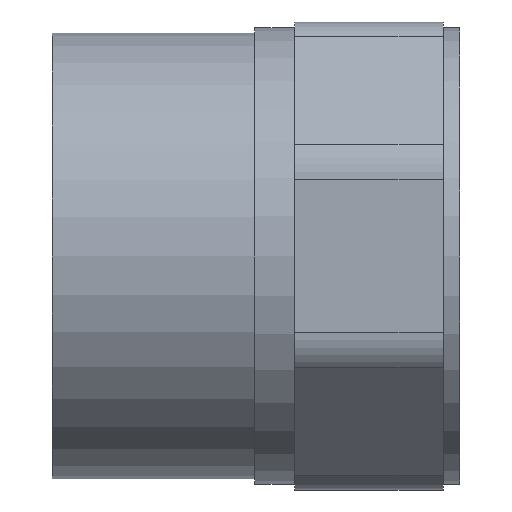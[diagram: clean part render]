
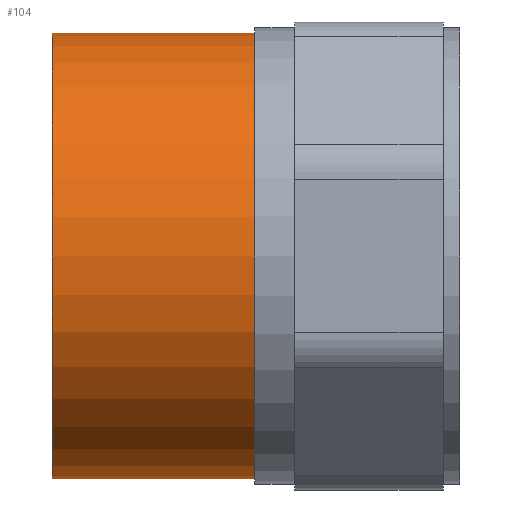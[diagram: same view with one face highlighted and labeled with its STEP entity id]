
A CAD part, front view. The second image highlights one B-rep face of the part: STEP entity #104.
In plain terms, the highlighted cylindrical face has radius 40.5 mm (diameter 81 mm), a full revolution.
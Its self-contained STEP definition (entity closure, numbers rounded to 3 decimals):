
#104 = ADVANCED_FACE( '', ( #222, #223 ), #224, .T. );
#222 = FACE_OUTER_BOUND( '', #341, .T. );
#223 = FACE_OUTER_BOUND( '', #342, .T. );
#224 = CYLINDRICAL_SURFACE( '', #343, 40.5 );
#341 = EDGE_LOOP( '', ( #550 ) );
#342 = EDGE_LOOP( '', ( #551 ) );
#343 = AXIS2_PLACEMENT_3D( '', #552, #553, #554 );
#550 = ORIENTED_EDGE( '', *, *, #624, .T. );
#551 = ORIENTED_EDGE( '', *, *, #703, .F. );
#552 = CARTESIAN_POINT( '', ( 44.5, 0., 0. ) );
#553 = DIRECTION( '', ( -1., 0., 0. ) );
#554 = DIRECTION( '', ( 0., 0., -1. ) );
#624 = EDGE_CURVE( '', #720, #720, #721, .T. );
#703 = EDGE_CURVE( '', #843, #843, #844, .T. );
#720 = VERTEX_POINT( '', #862 );
#721 = CIRCLE( '', #863, 40.5 );
#843 = VERTEX_POINT( '', #1015 );
#844 = CIRCLE( '', #1016, 40.5 );
#862 = CARTESIAN_POINT( '', ( -29.5, 0., -40.5 ) );
#863 = AXIS2_PLACEMENT_3D( '', #1036, #1037, #1038 );
#1015 = CARTESIAN_POINT( '', ( 7.25, 0., -40.5 ) );
#1016 = AXIS2_PLACEMENT_3D( '', #1141, #1142, #1143 );
#1036 = CARTESIAN_POINT( '', ( -29.5, 0., 0. ) );
#1037 = DIRECTION( '', ( 1., 0., 0. ) );
#1038 = DIRECTION( '', ( 0., 0., -1. ) );
#1141 = CARTESIAN_POINT( '', ( 7.25, 0., 0. ) );
#1142 = DIRECTION( '', ( 1., 0., 0. ) );
#1143 = DIRECTION( '', ( 0., 0., -1. ) );
